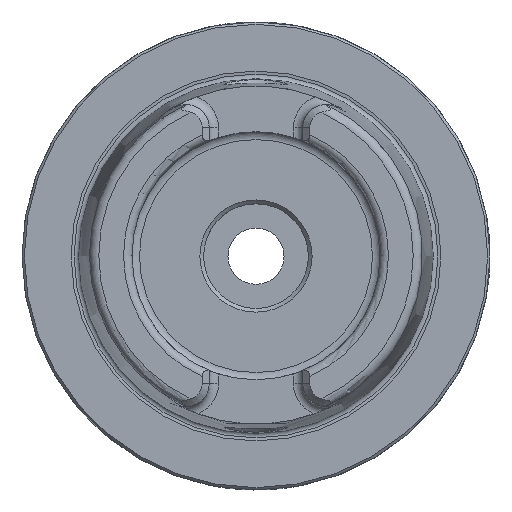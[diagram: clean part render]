
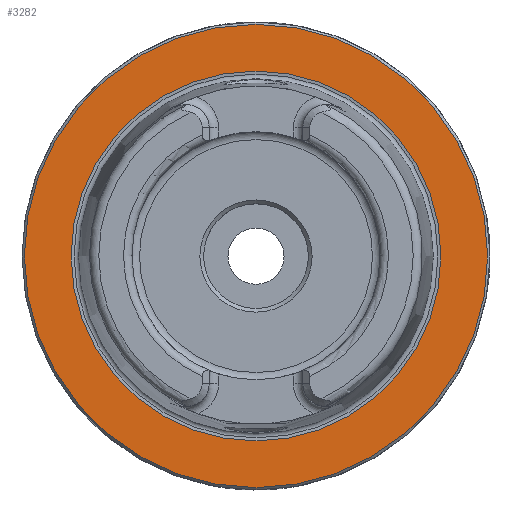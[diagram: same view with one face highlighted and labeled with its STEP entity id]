
A CAD part, top view. The second image highlights one B-rep face of the part: STEP entity #3282.
In plain terms, the highlighted planar face has unit normal (0, 0, 1).
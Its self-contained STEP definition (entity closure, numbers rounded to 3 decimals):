
#272=PLANE('',#3494);
#627=ORIENTED_EDGE('',*,*,#1096,.T.);
#628=ORIENTED_EDGE('',*,*,#1098,.F.);
#1096=EDGE_CURVE('',#1354,#1354,#1530,.T.);
#1098=EDGE_CURVE('',#1356,#1356,#1532,.T.);
#1354=VERTEX_POINT('',#4781);
#1356=VERTEX_POINT('',#4787);
#1530=CIRCLE('',#3491,49.5);
#1532=CIRCLE('',#3495,39.511);
#1691=EDGE_LOOP('',(#627));
#1692=EDGE_LOOP('',(#628));
#1927=FACE_BOUND('',#1691,.T.);
#1928=FACE_BOUND('',#1692,.T.);
#3282=ADVANCED_FACE('',(#1927,#1928),#272,.T.);
#3491=AXIS2_PLACEMENT_3D('',#4780,#3941,#3942);
#3494=AXIS2_PLACEMENT_3D('',#4785,#3947,#3948);
#3495=AXIS2_PLACEMENT_3D('',#4786,#3949,#3950);
#3941=DIRECTION('',(0.,0.,1.));
#3942=DIRECTION('',(1.,0.,0.));
#3947=DIRECTION('',(0.,0.,1.));
#3948=DIRECTION('',(1.,0.,0.));
#3949=DIRECTION('',(0.,0.,1.));
#3950=DIRECTION('',(1.,0.,0.));
#4780=CARTESIAN_POINT('',(0.,0.,0.));
#4781=CARTESIAN_POINT('',(49.5,0.,0.));
#4785=CARTESIAN_POINT('',(49.5,0.,0.));
#4786=CARTESIAN_POINT('',(0.,0.,0.));
#4787=CARTESIAN_POINT('',(39.511,0.,0.));
